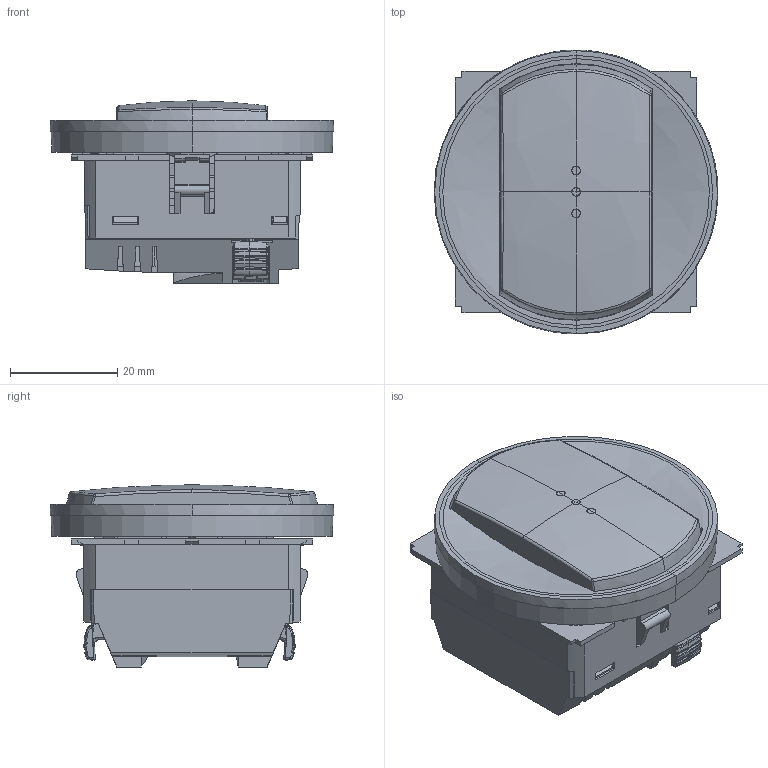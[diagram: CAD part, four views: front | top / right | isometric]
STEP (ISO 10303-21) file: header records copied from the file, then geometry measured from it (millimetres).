
FILE_DESCRIPTION(('CATIA V5 STEP Exchange','CAx-IF Rec.Pracs.--- Model Styling and Organization---1.5--- 2016-08-15','CAx-IF Rec.Pracs.---Supplemental Geometry---1.0---2011-11-01','CAx-IF Rec.Pracs.--- Composite Materials ---1.1---2010-07-15'),'2;1');
FILE_NAME('CB0016s.stp','2024-02-13T15:42:22+00:00',('none'),('none'),'CATIA Version 5-6 Release 2020 SP5','CATIA V5 STEP AP214 v2','none');
FILE_SCHEMA(('AUTOMOTIVE_DESIGN { 1 0 10303 214 1 1 1 1 }'));
Products named in the file (18): CB0016 ; AG15159AA; 0030E81; 0044243; 0090Q60; 0221G88-ASS-1; TSN2; 0461XL1; AG00003_A ; 0212A87; 0012A62; 0085766RE1; 0081125; 0099605; 0007248; 0235916; 0035978; voyant lumineux
Assembly tree (19 placements, depth 5):
  CB0016 
    AG15159AA
      0030E81
      0044243
      0090Q60
      0221G88-ASS-1
        TSN2
      0461XL1
      AG00003_A   x3
        0212A87
          0012A62
          0085766RE1
        0081125
      0099605
    0007248
    0235916
      0035978
      voyant lumineux
Bounding box: 52.97 x 53 x 33.99 mm (x, y, z)
Volume: 23724.4 mm3; surface area: 38890.1 mm2
Topology: 89 solids, 97 shells, 4609 faces, 12756 edges, 8252 vertices
Faces by surface type: plane 2656, cylinder 1102, bspline 612, cone 158, sphere 30, torus 19, extrusion 16, revolution 16
Entity records: 133906 total; most frequent: CARTESIAN_POINT 53005, ORIENTED_EDGE 19288, DIRECTION 11716, EDGE_CURVE 9652, VERTEX_POINT 6328, VECTOR 5729, LINE 5713, AXIS2_PLACEMENT_3D 3629
